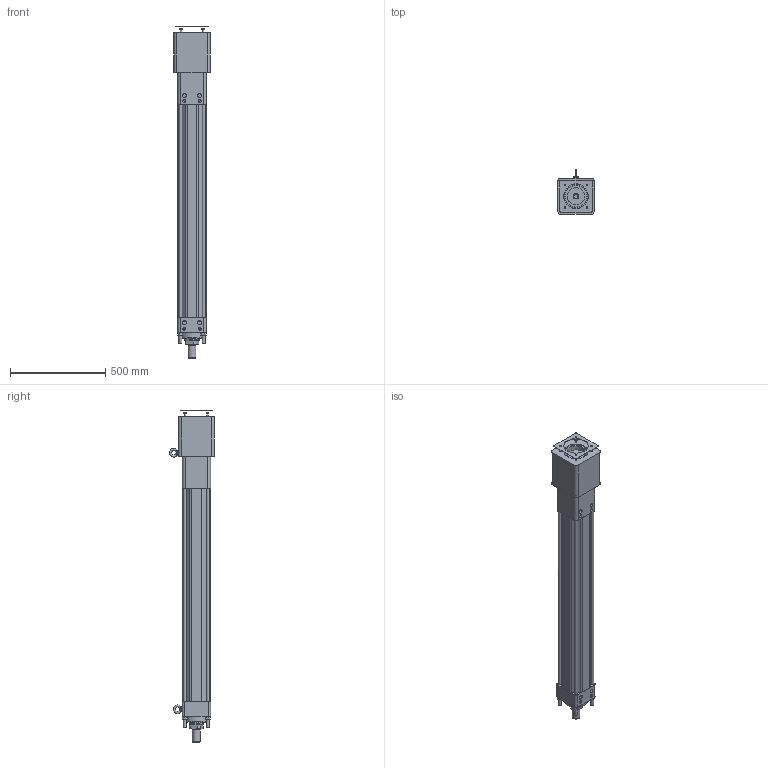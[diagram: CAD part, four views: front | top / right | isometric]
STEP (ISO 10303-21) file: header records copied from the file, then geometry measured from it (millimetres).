
FILE_DESCRIPTION (( 'STEP AP203' ), '1' );
FILE_NAME ('RS-489392-1.step', '2025-05-29T09:46:12', ( '' ), ( '' ), 'SwSTEP 2.0', 'SolidWorks 2024', '' );
FILE_SCHEMA (( 'CONFIG_CONTROL_DESIGN' ));
Length unit declared in the file: inch
Products named in the file (3): Base_RS-489392-1; RS-489392-1; tempJoin2_21719005_RS-489392-1
Assembly tree (2 placements, depth 2):
  RS-489392-1
    tempJoin2_21719005_RS-489392-1
    Base_RS-489392-1
Bounding box: 190.5 x 235.95 x 1741.79 mm (x, y, z)
Volume: 23581231.7 mm3; surface area: 2360442.1 mm2
Topology: 7 solids, 19 shells, 679 faces, 1520 edges, 969 vertices
Faces by surface type: plane 385, cylinder 185, cone 85, bspline 12, torus 11, sphere 1
Full cylindrical faces by diameter (mm): 3.175 x3, 4.762 x1, 6.528 x4, 6.701 x4, 7.9 x1, 8 x4, 8.001 x4, 8.02 x2, 8.382 x4, 8.5 x6, 10.16 x6, 12 x4, 13 x4, 13.835 x2, 14 x4, 15.875 x8, 16.5 x6, 20.013 x4, 21 x4, 22.2 x4, 25 x2, 25.4 x2, 31.75 x1, 36.513 x1, 36.992 x1, 39.7 x1, 42 x1, 50.165 x1, 50.8 x1, 63.5 x1
Entity records: 19484 total; most frequent: CARTESIAN_POINT 5017, DIRECTION 3037, ORIENTED_EDGE 2522, EDGE_CURVE 1261, AXIS2_PLACEMENT_3D 1178, EDGE_LOOP 975, VERTEX_POINT 896, FACE_OUTER_BOUND 795
